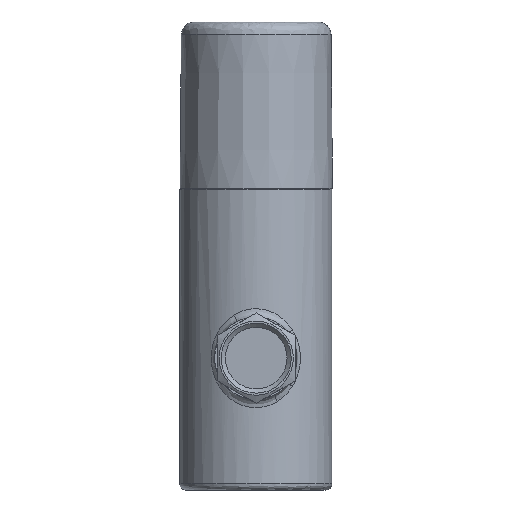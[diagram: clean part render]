
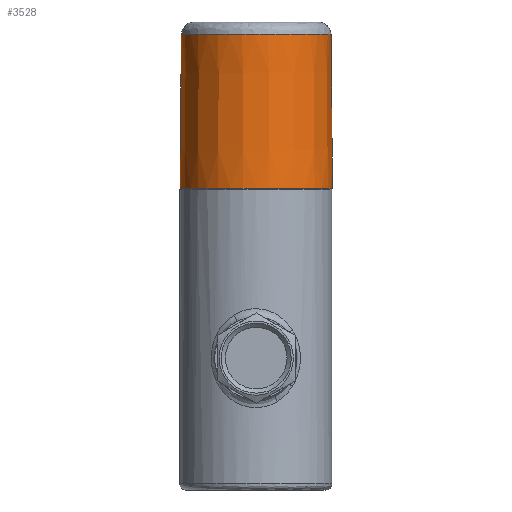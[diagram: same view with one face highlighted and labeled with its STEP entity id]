
A CAD part, front view. The second image highlights one B-rep face of the part: STEP entity #3528.
In plain terms, the highlighted conical face has half-angle 0.5 degrees and reference radius 18.5 mm.
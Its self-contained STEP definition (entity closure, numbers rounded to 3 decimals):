
#69 = DIRECTION ( 'NONE',  ( 0., 0., -1. ) ) ;
#216 = FACE_BOUND ( 'NONE', #3199, .T. ) ;
#222 = CARTESIAN_POINT ( 'NONE',  ( 0., 0., 73.2 ) ) ;
#268 = AXIS2_PLACEMENT_3D ( 'NONE', #222, #2308, #570 ) ;
#478 = VERTEX_POINT ( 'NONE', #1794 ) ;
#570 = DIRECTION ( 'NONE',  ( 1., 0., 0. ) ) ;
#799 = ORIENTED_EDGE ( 'NONE', *, *, #900, .T. ) ;
#900 = EDGE_CURVE ( 'NONE', #478, #478, #2601, .T. ) ;
#967 = EDGE_CURVE ( 'NONE', #3475, #3475, #1694, .T. ) ;
#992 = CONICAL_SURFACE ( 'NONE', #3416, 18.5, 0.009 ) ;
#1619 = DIRECTION ( 'NONE',  ( 1., 0., 0. ) ) ;
#1694 = CIRCLE ( 'NONE', #2477, 18.173 ) ;
#1779 = CARTESIAN_POINT ( 'NONE',  ( 0., 0., 110.626 ) ) ;
#1794 = CARTESIAN_POINT ( 'NONE',  ( 18.5, 0., 73.2 ) ) ;
#2050 = DIRECTION ( 'NONE',  ( 0.479, -0.878, 0. ) ) ;
#2308 = DIRECTION ( 'NONE',  ( 0., 0., 1. ) ) ;
#2477 = AXIS2_PLACEMENT_3D ( 'NONE', #1779, #3752, #2050 ) ;
#2555 = ORIENTED_EDGE ( 'NONE', *, *, #967, .T. ) ;
#2572 = FACE_OUTER_BOUND ( 'NONE', #3659, .T. ) ;
#2601 = CIRCLE ( 'NONE', #268, 18.5 ) ;
#3199 = EDGE_LOOP ( 'NONE', ( #2555 ) ) ;
#3416 = AXIS2_PLACEMENT_3D ( 'NONE', #3598, #69, #1619 ) ;
#3475 = VERTEX_POINT ( 'NONE', #3766 ) ;
#3528 = ADVANCED_FACE ( 'NONE', ( #2572, #216 ), #992, .T. ) ;
#3598 = CARTESIAN_POINT ( 'NONE',  ( 0., 0., 73.2 ) ) ;
#3659 = EDGE_LOOP ( 'NONE', ( #799 ) ) ;
#3752 = DIRECTION ( 'NONE',  ( 0., 0., -1. ) ) ;
#3766 = CARTESIAN_POINT ( 'NONE',  ( 8.713, -15.949, 110.626 ) ) ;
